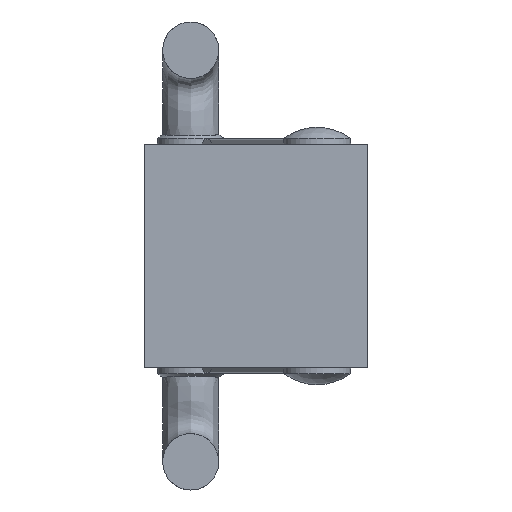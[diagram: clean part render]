
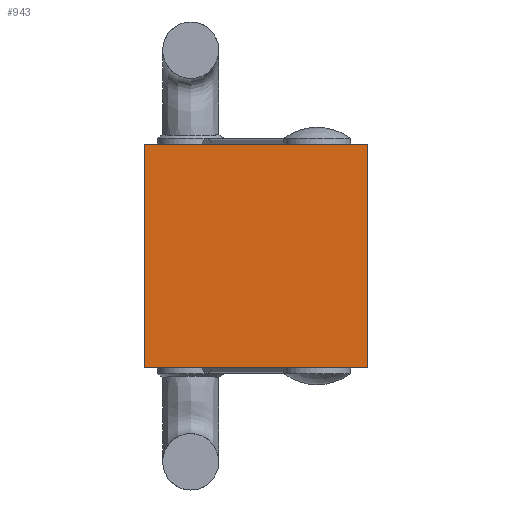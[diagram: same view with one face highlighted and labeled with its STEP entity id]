
A CAD part, front view. The second image highlights one B-rep face of the part: STEP entity #943.
In plain terms, the highlighted planar face has unit normal (0, -1, 0).
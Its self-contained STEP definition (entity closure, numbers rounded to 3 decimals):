
#223 = PLANE ( 'NONE',  #3774 ) ;
#243 = CARTESIAN_POINT ( 'NONE',  ( 0., -0.51, 0. ) ) ;
#244 = DIRECTION ( 'NONE',  ( 0., 1., 0. ) ) ;
#245 = DIRECTION ( 'NONE',  ( 0., 0., 1. ) ) ;
#543 = CARTESIAN_POINT ( 'NONE',  ( -1., -0.51, 1. ) ) ;
#573 = CARTESIAN_POINT ( 'NONE',  ( -1., -0.51, -1. ) ) ;
#578 = CARTESIAN_POINT ( 'NONE',  ( 1., -0.51, -1. ) ) ;
#580 = CARTESIAN_POINT ( 'NONE',  ( 1., -0.51, 1. ) ) ;
#766 = VERTEX_POINT ( 'NONE', #543 ) ;
#773 = VERTEX_POINT ( 'NONE', #573 ) ;
#779 = VERTEX_POINT ( 'NONE', #578 ) ;
#780 = VERTEX_POINT ( 'NONE', #580 ) ;
#943 = ADVANCED_FACE ( 'NONE', ( #3695 ), #223, .F. ) ;
#1211 = EDGE_LOOP ( 'NONE', ( #1993, #1977, #1994, #1995 ) ) ;
#1977 = ORIENTED_EDGE ( 'NONE', *, *, #2124, .T. ) ;
#1993 = ORIENTED_EDGE ( 'NONE', *, *, #2128, .T. ) ;
#1994 = ORIENTED_EDGE ( 'NONE', *, *, #2121, .T. ) ;
#1995 = ORIENTED_EDGE ( 'NONE', *, *, #2119, .T. ) ;
#2119 = EDGE_CURVE ( 'NONE', #780, #766, #5404, .T. ) ;
#2121 = EDGE_CURVE ( 'NONE', #779, #780, #5405, .T. ) ;
#2124 = EDGE_CURVE ( 'NONE', #773, #779, #5407, .T. ) ;
#2128 = EDGE_CURVE ( 'NONE', #766, #773, #5419, .T. ) ;
#3695 = FACE_OUTER_BOUND ( 'NONE', #1211, .T. ) ;
#3774 = AXIS2_PLACEMENT_3D ( 'NONE', #243, #244, #245 ) ;
#5404 = LINE ( 'NONE', #5567, #5406 ) ;
#5405 = LINE ( 'NONE', #5556, #5410 ) ;
#5406 = VECTOR ( 'NONE', #5569, 1000. ) ;
#5407 = LINE ( 'NONE', #5568, #5416 ) ;
#5410 = VECTOR ( 'NONE', #5572, 1000. ) ;
#5416 = VECTOR ( 'NONE', #5578, 1000. ) ;
#5419 = LINE ( 'NONE', #5576, #5424 ) ;
#5424 = VECTOR ( 'NONE', #5585, 1000. ) ;
#5556 = CARTESIAN_POINT ( 'NONE',  ( 1., -0.51, 1. ) ) ;
#5567 = CARTESIAN_POINT ( 'NONE',  ( 1., -0.51, 1. ) ) ;
#5568 = CARTESIAN_POINT ( 'NONE',  ( 1., -0.51, -1. ) ) ;
#5569 = DIRECTION ( 'NONE',  ( -1., 0., 0. ) ) ;
#5572 = DIRECTION ( 'NONE',  ( 0., 0., 1. ) ) ;
#5576 = CARTESIAN_POINT ( 'NONE',  ( -1., -0.51, 1. ) ) ;
#5578 = DIRECTION ( 'NONE',  ( 1., 0., 0. ) ) ;
#5585 = DIRECTION ( 'NONE',  ( 0., 0., -1. ) ) ;
